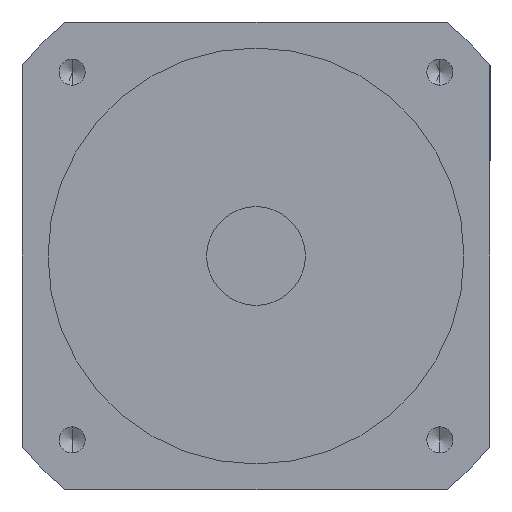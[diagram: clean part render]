
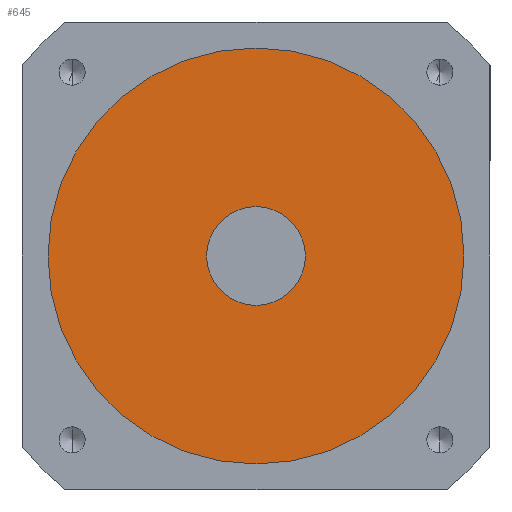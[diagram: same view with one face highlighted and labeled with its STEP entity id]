
A CAD part, front view. The second image highlights one B-rep face of the part: STEP entity #645.
In plain terms, the highlighted planar face has unit normal (0, -1, 0).
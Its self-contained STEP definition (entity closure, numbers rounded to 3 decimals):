
#453 = CARTESIAN_POINT ( 'NONE',  ( 0., -93., -9.5 ) ) ;
#503 = CARTESIAN_POINT ( 'NONE',  ( 0., -93., 0. ) ) ;
#645 = ADVANCED_FACE ( 'NONE', ( #4189, #1061 ), #2265, .T. ) ;
#670 = VERTEX_POINT ( 'NONE', #3712 ) ;
#749 = AXIS2_PLACEMENT_3D ( 'NONE', #3499, #3786, #4134 ) ;
#790 = DIRECTION ( 'NONE',  ( 0., 0., -1. ) ) ;
#821 = DIRECTION ( 'NONE',  ( 0., -1., 0. ) ) ;
#835 = ORIENTED_EDGE ( 'NONE', *, *, #3166, .F. ) ;
#1061 = FACE_OUTER_BOUND ( 'NONE', #2307, .T. ) ;
#1156 = CIRCLE ( 'NONE', #3251, 9.5 ) ;
#1218 = CIRCLE ( 'NONE', #4344, 9.5 ) ;
#1226 = DIRECTION ( 'NONE',  ( 0., 0., -1. ) ) ;
#1537 = CIRCLE ( 'NONE', #3171, 40. ) ;
#1562 = ORIENTED_EDGE ( 'NONE', *, *, #3877, .T. ) ;
#2020 = VERTEX_POINT ( 'NONE', #453 ) ;
#2265 = PLANE ( 'NONE',  #3566 ) ;
#2307 = EDGE_LOOP ( 'NONE', ( #1562, #3812 ) ) ;
#2357 = CARTESIAN_POINT ( 'NONE',  ( 0., -93., 0. ) ) ;
#2514 = VERTEX_POINT ( 'NONE', #3225 ) ;
#2563 = CIRCLE ( 'NONE', #749, 40. ) ;
#2764 = DIRECTION ( 'NONE',  ( 0., -1., 0. ) ) ;
#2804 = VERTEX_POINT ( 'NONE', #3681 ) ;
#3166 = EDGE_CURVE ( 'NONE', #2020, #2804, #1156, .T. ) ;
#3171 = AXIS2_PLACEMENT_3D ( 'NONE', #3656, #3991, #4388 ) ;
#3181 = DIRECTION ( 'NONE',  ( 0., -1., 0. ) ) ;
#3203 = DIRECTION ( 'NONE',  ( 0., 0., -1. ) ) ;
#3225 = CARTESIAN_POINT ( 'NONE',  ( 0., -93., 40. ) ) ;
#3251 = AXIS2_PLACEMENT_3D ( 'NONE', #503, #821, #1226 ) ;
#3304 = EDGE_CURVE ( 'NONE', #2804, #2020, #1218, .T. ) ;
#3316 = ORIENTED_EDGE ( 'NONE', *, *, #3304, .F. ) ;
#3499 = CARTESIAN_POINT ( 'NONE',  ( 0., -93., 0. ) ) ;
#3517 = EDGE_LOOP ( 'NONE', ( #835, #3316 ) ) ;
#3566 = AXIS2_PLACEMENT_3D ( 'NONE', #3810, #3181, #790 ) ;
#3656 = CARTESIAN_POINT ( 'NONE',  ( 0., -93., 0. ) ) ;
#3681 = CARTESIAN_POINT ( 'NONE',  ( 0., -93., 9.5 ) ) ;
#3712 = CARTESIAN_POINT ( 'NONE',  ( 0., -93., -40. ) ) ;
#3786 = DIRECTION ( 'NONE',  ( 0., -1., 0. ) ) ;
#3810 = CARTESIAN_POINT ( 'NONE',  ( 0., -93., 0. ) ) ;
#3812 = ORIENTED_EDGE ( 'NONE', *, *, #4209, .T. ) ;
#3877 = EDGE_CURVE ( 'NONE', #670, #2514, #1537, .T. ) ;
#3991 = DIRECTION ( 'NONE',  ( 0., -1., 0. ) ) ;
#4134 = DIRECTION ( 'NONE',  ( 0., 0., -1. ) ) ;
#4189 = FACE_BOUND ( 'NONE', #3517, .T. ) ;
#4209 = EDGE_CURVE ( 'NONE', #2514, #670, #2563, .T. ) ;
#4344 = AXIS2_PLACEMENT_3D ( 'NONE', #2357, #2764, #3203 ) ;
#4388 = DIRECTION ( 'NONE',  ( 0., 0., -1. ) ) ;
